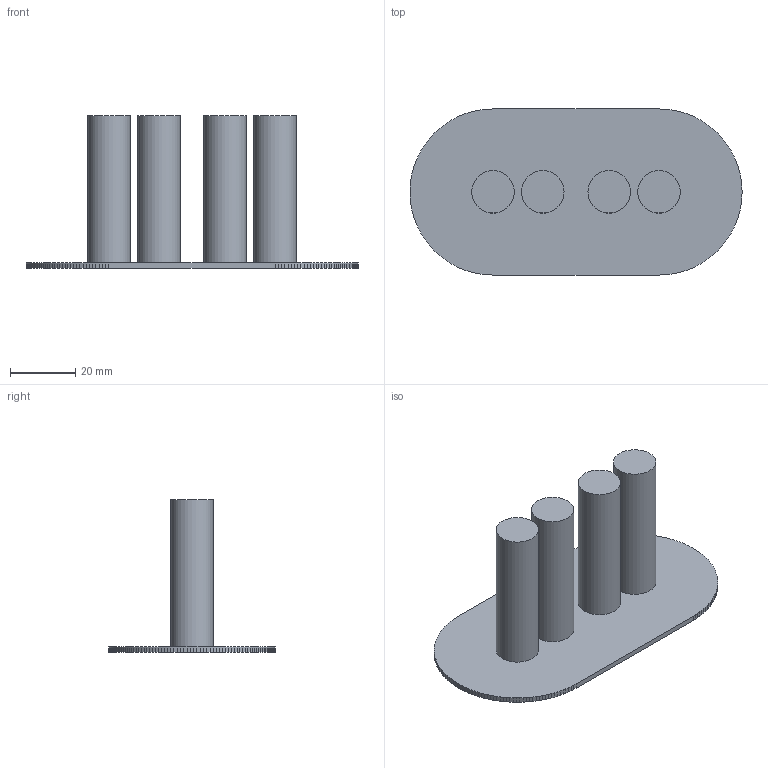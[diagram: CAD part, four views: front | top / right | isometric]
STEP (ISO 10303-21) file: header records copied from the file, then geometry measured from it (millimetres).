
FILE_DESCRIPTION(('KiCad electronic assembly'),'2;1');
FILE_NAME('Nixie Clock.step','2023-06-29T17:33:11',('Pcbnew'),('Kicad'), 'Open CASCADE STEP processor 7.6','KiCad to STEP converter','Unknown' );
FILE_SCHEMA(('AUTOMOTIVE_DESIGN { 1 0 10303 214 1 1 1 1 }'));
Length unit declared in the file: millimetre
Products named in the file (4): Nixie Clock 1; in-16 tube; SOLID; Nixie Clock PCB
Assembly tree (6 placements, depth 3):
  Nixie Clock 1
    in-16 tube  x4
      SOLID
    Nixie Clock PCB
Bounding box: 101.59 x 50.8 x 46.65 mm (x, y, z)
Volume: 30861.5 mm3; surface area: 18484.4 mm2
Topology: 5 solids, 5 shells, 234 faces, 660 edges, 440 vertices
Faces by surface type: plane 174, cylinder 60
Full cylindrical faces by diameter (mm): 0.63 x52, 4.889 x4, 13 x4
Entity records: 16212 total; most frequent: CARTESIAN_POINT 3216, DIRECTION 2380, LINE 1710, VECTOR 1710, ORIENTED_EDGE 1284, PCURVE 1284, DEFINITIONAL_REPRESENTATION 1284, EDGE_CURVE 642
